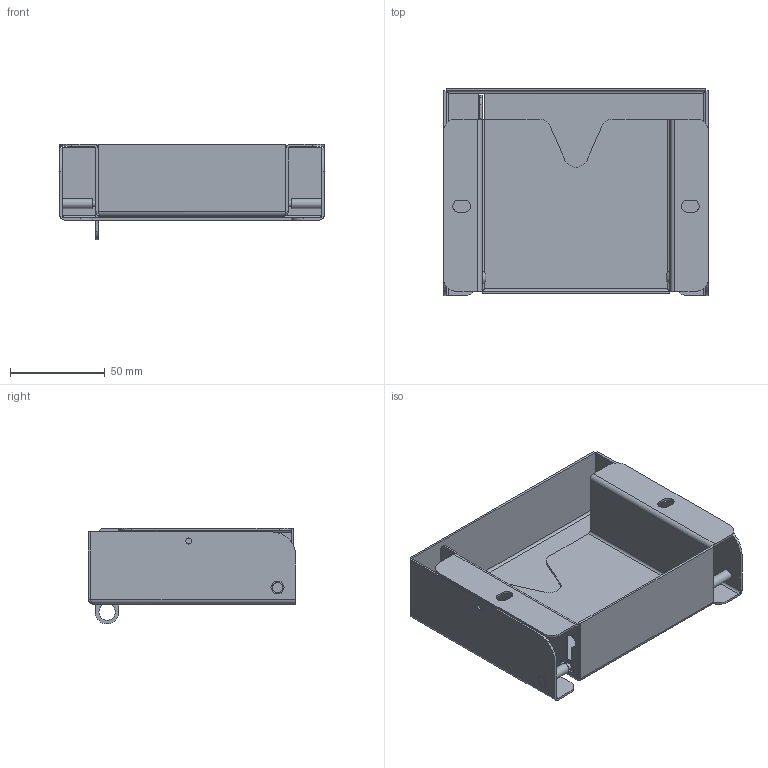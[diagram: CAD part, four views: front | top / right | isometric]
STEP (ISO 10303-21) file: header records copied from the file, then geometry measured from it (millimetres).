
FILE_DESCRIPTION (( 'STEP AP203' ), '1' );
FILE_NAME ('SCE-DISKPK.step', '2021-02-09T22:12:06', ( 'ADC123' ), ( 'Microsoft' ), 'SwSTEP 2.0', 'SolidWorks 2019', '' );
FILE_SCHEMA (( 'CONFIG_CONTROL_DESIGN' ));
Length unit declared in the file: inch
Products named in the file (1): SCE-DISKPK
Bounding box: 139.95 x 109.47 x 50.66 mm (x, y, z)
Surface area: 100348.1 mm2 (no closed solid volume)
Topology: 0 solids, 6 shells, 198 faces, 482 edges, 288 vertices
Faces by surface type: plane 106, cylinder 64, bspline 22, cone 4, torus 2
Full cylindrical faces by diameter (mm): 3.175 x2, 3.505 x4, 5.385 x2, 5.41 x2, 6.655 x2, 8.636 x1
Entity records: 6349 total; most frequent: CARTESIAN_POINT 1902, ORIENTED_EDGE 882, DIRECTION 849, EDGE_CURVE 445, LINE 307, VECTOR 307, VERTEX_POINT 284, AXIS2_PLACEMENT_3D 271
